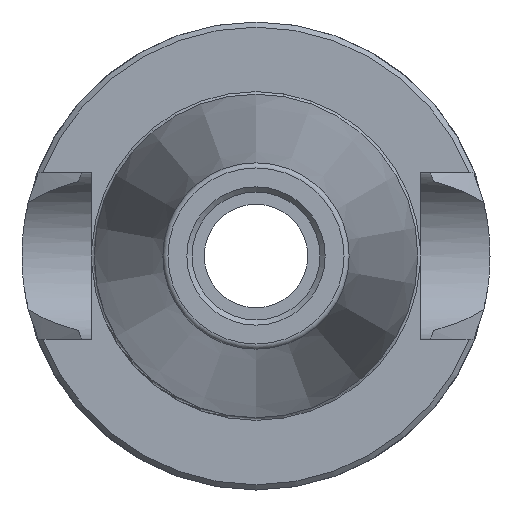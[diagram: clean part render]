
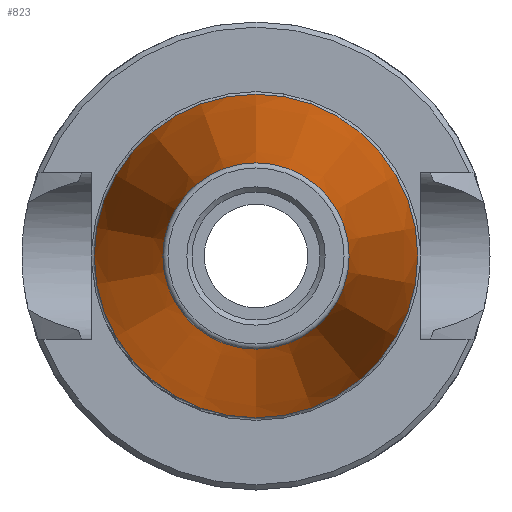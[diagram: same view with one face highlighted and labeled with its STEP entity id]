
A CAD part, left-side view. The second image highlights one B-rep face of the part: STEP entity #823.
In plain terms, the highlighted conical face has half-angle 7.973 degrees and reference radius 15.875 mm.
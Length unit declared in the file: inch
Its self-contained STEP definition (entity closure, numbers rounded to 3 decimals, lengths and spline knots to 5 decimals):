
#103=FACE_OUTER_BOUND('',#160,.T.);
#160=EDGE_LOOP('',(#652,#653,#654,#655,#656));
#215=LINE('',#1516,#255);
#255=VECTOR('',#1151,0.625);
#290=CIRCLE('',#914,0.35991);
#297=CIRCLE('',#927,0.625);
#298=CIRCLE('',#928,0.625);
#380=VERTEX_POINT('',#1491);
#386=VERTEX_POINT('',#1513);
#387=VERTEX_POINT('',#1514);
#474=EDGE_CURVE('',#380,#380,#290,.T.);
#484=EDGE_CURVE('',#386,#387,#297,.T.);
#485=EDGE_CURVE('',#387,#380,#215,.T.);
#486=EDGE_CURVE('',#387,#386,#298,.T.);
#652=ORIENTED_EDGE('',*,*,#484,.T.);
#653=ORIENTED_EDGE('',*,*,#485,.T.);
#654=ORIENTED_EDGE('',*,*,#474,.T.);
#655=ORIENTED_EDGE('',*,*,#485,.F.);
#656=ORIENTED_EDGE('',*,*,#486,.T.);
#751=CONICAL_SURFACE('',#926,0.625,0.139);
#823=ADVANCED_FACE('',(#103),#751,.T.);
#914=AXIS2_PLACEMENT_3D('',#1492,#1120,#1121);
#926=AXIS2_PLACEMENT_3D('',#1512,#1147,#1148);
#927=AXIS2_PLACEMENT_3D('',#1515,#1149,#1150);
#928=AXIS2_PLACEMENT_3D('',#1517,#1152,#1153);
#1120=DIRECTION('center_axis',(1.,0.,0.));
#1121=DIRECTION('ref_axis',(0.,0.,1.));
#1147=DIRECTION('center_axis',(1.,0.,0.));
#1148=DIRECTION('ref_axis',(0.,0.,-1.));
#1149=DIRECTION('center_axis',(-1.,0.,0.));
#1150=DIRECTION('ref_axis',(0.,0.,1.));
#1151=DIRECTION('',(-0.99,0.,-0.139));
#1152=DIRECTION('center_axis',(-1.,0.,0.));
#1153=DIRECTION('ref_axis',(0.,0.,1.));
#1491=CARTESIAN_POINT('',(-1.89277,0.,0.35991));
#1492=CARTESIAN_POINT('Origin',(-1.89277,0.,0.));
#1512=CARTESIAN_POINT('Origin',(0.,0.,0.));
#1513=CARTESIAN_POINT('',(0.,0.,-0.625));
#1514=CARTESIAN_POINT('',(0.,0.,0.625));
#1515=CARTESIAN_POINT('Origin',(0.,0.,0.));
#1516=CARTESIAN_POINT('',(0.,0.,0.625));
#1517=CARTESIAN_POINT('Origin',(0.,0.,0.));
